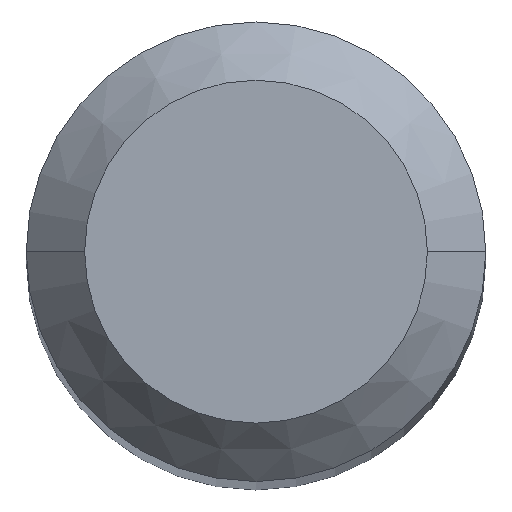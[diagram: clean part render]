
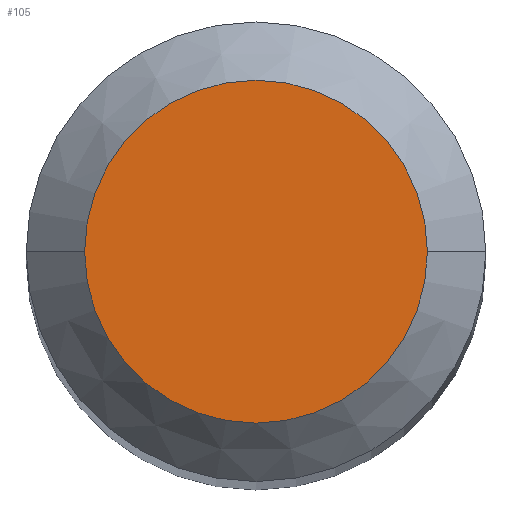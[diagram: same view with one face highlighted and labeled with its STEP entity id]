
A CAD part, top view. The second image highlights one B-rep face of the part: STEP entity #105.
In plain terms, the highlighted planar face has unit normal (0, 0, 1).
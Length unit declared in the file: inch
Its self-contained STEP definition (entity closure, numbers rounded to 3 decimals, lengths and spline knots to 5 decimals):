
#8 = CIRCLE ( 'NONE', #38, 0.04405 ) ;
#38 = AXIS2_PLACEMENT_3D ( 'NONE', #44, #141, #100 ) ;
#44 = CARTESIAN_POINT ( 'NONE',  ( 0., 0., 0. ) ) ;
#53 = ORIENTED_EDGE ( 'NONE', *, *, #157, .T. ) ;
#63 = DIRECTION ( 'NONE',  ( 1., 0., 0. ) ) ;
#66 = CARTESIAN_POINT ( 'NONE',  ( 0., 0., 0. ) ) ;
#67 = CARTESIAN_POINT ( 'NONE',  ( 0.04405, 0., 0. ) ) ;
#81 = PLANE ( 'NONE',  #236 ) ;
#100 = DIRECTION ( 'NONE',  ( 1., 0., 0. ) ) ;
#105 = ADVANCED_FACE ( 'NONE', ( #404 ), #81, .F. ) ;
#141 = DIRECTION ( 'NONE',  ( 0., 0., 1. ) ) ;
#154 = CARTESIAN_POINT ( 'NONE',  ( 0., 0.04405, 0. ) ) ;
#157 = EDGE_CURVE ( 'NONE', #196, #186, #280, .T. ) ;
#167 = AXIS2_PLACEMENT_3D ( 'NONE', #66, #389, #63 ) ;
#186 = VERTEX_POINT ( 'NONE', #67 ) ;
#196 = VERTEX_POINT ( 'NONE', #463 ) ;
#216 = DIRECTION ( 'NONE',  ( 0., 0., -1. ) ) ;
#221 = DIRECTION ( 'NONE',  ( -1., 0., 0. ) ) ;
#236 = AXIS2_PLACEMENT_3D ( 'NONE', #154, #216, #221 ) ;
#280 = CIRCLE ( 'NONE', #167, 0.04405 ) ;
#292 = EDGE_CURVE ( 'NONE', #186, #196, #8, .T. ) ;
#382 = ORIENTED_EDGE ( 'NONE', *, *, #292, .T. ) ;
#389 = DIRECTION ( 'NONE',  ( 0., 0., 1. ) ) ;
#404 = FACE_OUTER_BOUND ( 'NONE', #443, .T. ) ;
#443 = EDGE_LOOP ( 'NONE', ( #53, #382 ) ) ;
#463 = CARTESIAN_POINT ( 'NONE',  ( -0.04405, 0., 0. ) ) ;
